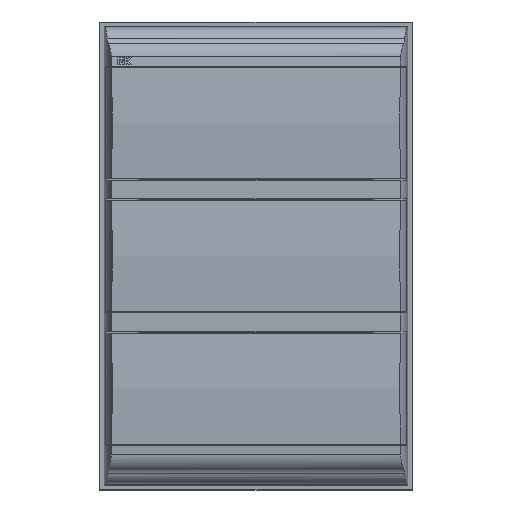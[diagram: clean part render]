
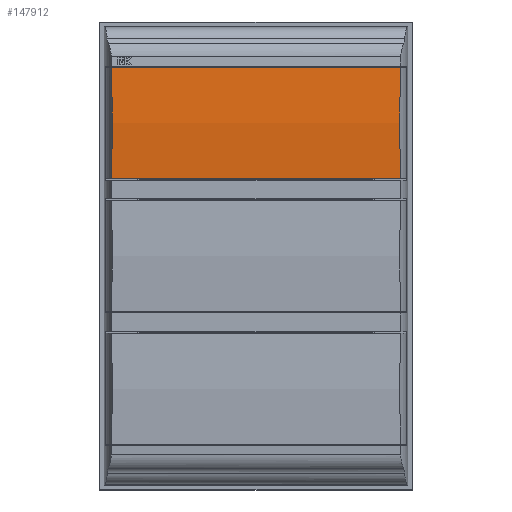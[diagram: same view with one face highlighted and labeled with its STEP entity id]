
A CAD part, top view. The second image highlights one B-rep face of the part: STEP entity #147912.
In plain terms, the highlighted cylindrical face has radius 600 mm (diameter 1200 mm), a partial arc.
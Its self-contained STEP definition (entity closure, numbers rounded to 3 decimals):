
#5543 = ORIENTED_EDGE ( 'NONE', *, *, #18980, .F. ) ;
#5870 = CARTESIAN_POINT ( 'NONE',  ( -141.191, 84.833, 105.766 ) ) ;
#7019 = CARTESIAN_POINT ( 'NONE',  ( -140.894, 93.867, 106.379 ) ) ;
#8561 = CARTESIAN_POINT ( 'NONE',  ( 140.492, 111.933, 107.196 ) ) ;
#9709 = VECTOR ( 'NONE', #37290, 1000. ) ;
#13921 = LINE ( 'NONE', #78293, #9709 ) ;
#18980 = EDGE_CURVE ( 'NONE', #42484, #74259, #77041, .T. ) ;
#20544 = CARTESIAN_POINT ( 'NONE',  ( -140.283, 130., 107.604 ) ) ;
#22116 = CARTESIAN_POINT ( 'NONE',  ( 141.191, 84.833, 105.766 ) ) ;
#28719 = ORIENTED_EDGE ( 'NONE', *, *, #40297, .F. ) ;
#33407 = CARTESIAN_POINT ( 'NONE',  ( -141.56, 75.8, 104.947 ) ) ;
#33957 = CARTESIAN_POINT ( 'NONE',  ( -140.894, 166.133, 106.379 ) ) ;
#37290 = DIRECTION ( 'NONE',  ( 1., 0., 0. ) ) ;
#40297 = EDGE_CURVE ( 'NONE', #71519, #42484, #87518, .T. ) ;
#42484 = VERTEX_POINT ( 'NONE', #72927 ) ;
#47349 = CARTESIAN_POINT ( 'NONE',  ( -141.56, 184.2, 104.947 ) ) ;
#48303 = CARTESIAN_POINT ( 'NONE',  ( 141.56, 184.2, 104.947 ) ) ;
#71519 = VERTEX_POINT ( 'NONE', #129660 ) ;
#72927 = CARTESIAN_POINT ( 'NONE',  ( 141.56, 184.2, 104.947 ) ) ;
#74259 = VERTEX_POINT ( 'NONE', #101863 ) ;
#75402 = CARTESIAN_POINT ( 'NONE',  ( 140.894, 166.133, 106.379 ) ) ;
#76253 = EDGE_CURVE ( 'NONE', #119040, #71519, #140419, .T. ) ;
#77041 = B_SPLINE_CURVE_WITH_KNOTS ( 'NONE', 3,
 ( #48303, #155758, #75402, #169331, #88850, #8561, #102422, #22116, #115804 ),
 .UNSPECIFIED., .F., .F.,
 ( 4, 2, 1, 2, 4 ),
 ( 0., 0.027, 0.054, 0.081, 0.108 ),
 .UNSPECIFIED. ) ;
#78293 = CARTESIAN_POINT ( 'NONE',  ( -146.553, 75.8, 104.947 ) ) ;
#79083 = VECTOR ( 'NONE', #155755, 1000. ) ;
#87518 = LINE ( 'NONE', #88257, #79083 ) ;
#88257 = CARTESIAN_POINT ( 'NONE',  ( -146.553, 184.2, 104.947 ) ) ;
#88850 = CARTESIAN_POINT ( 'NONE',  ( 140.283, 130., 107.604 ) ) ;
#93752 = ORIENTED_EDGE ( 'NONE', *, *, #76253, .F. ) ;
#100814 = CARTESIAN_POINT ( 'NONE',  ( -140.492, 111.933, 107.196 ) ) ;
#101551 = AXIS2_PLACEMENT_3D ( 'NONE', #151606, #165153, #111634 ) ;
#101863 = CARTESIAN_POINT ( 'NONE',  ( 141.56, 75.8, 104.947 ) ) ;
#102422 = CARTESIAN_POINT ( 'NONE',  ( 140.894, 93.867, 106.379 ) ) ;
#103778 = EDGE_CURVE ( 'NONE', #119040, #74259, #13921, .T. ) ;
#111634 = DIRECTION ( 'NONE',  ( 0., 0., -1. ) ) ;
#114281 = CARTESIAN_POINT ( 'NONE',  ( -140.492, 148.067, 107.196 ) ) ;
#115071 = CYLINDRICAL_SURFACE ( 'NONE', #101551, 600. ) ;
#115804 = CARTESIAN_POINT ( 'NONE',  ( 141.56, 75.8, 104.947 ) ) ;
#119040 = VERTEX_POINT ( 'NONE', #166162 ) ;
#119312 = FACE_OUTER_BOUND ( 'NONE', #119357, .T. ) ;
#119357 = EDGE_LOOP ( 'NONE', ( #5543, #28719, #93752, #160792 ) ) ;
#127856 = CARTESIAN_POINT ( 'NONE',  ( -141.191, 175.167, 105.766 ) ) ;
#129660 = CARTESIAN_POINT ( 'NONE',  ( -141.56, 184.2, 104.947 ) ) ;
#140419 = B_SPLINE_CURVE_WITH_KNOTS ( 'NONE', 3,
 ( #33407, #5870, #7019, #100814, #20544, #114281, #33957, #127856, #47349 ),
 .UNSPECIFIED., .F., .F.,
 ( 4, 2, 1, 2, 4 ),
 ( 0., 0.027, 0.054, 0.081, 0.108 ),
 .UNSPECIFIED. ) ;
#147912 = ADVANCED_FACE ( 'NONE', ( #119312 ), #115071, .T. ) ;
#151606 = CARTESIAN_POINT ( 'NONE',  ( -146.553, 130., -492.6 ) ) ;
#155755 = DIRECTION ( 'NONE',  ( 1., 0., 0. ) ) ;
#155758 = CARTESIAN_POINT ( 'NONE',  ( 141.191, 175.167, 105.766 ) ) ;
#160792 = ORIENTED_EDGE ( 'NONE', *, *, #103778, .T. ) ;
#165153 = DIRECTION ( 'NONE',  ( 1., 0., 0. ) ) ;
#166162 = CARTESIAN_POINT ( 'NONE',  ( -141.56, 75.8, 104.947 ) ) ;
#169331 = CARTESIAN_POINT ( 'NONE',  ( 140.492, 148.067, 107.196 ) ) ;
